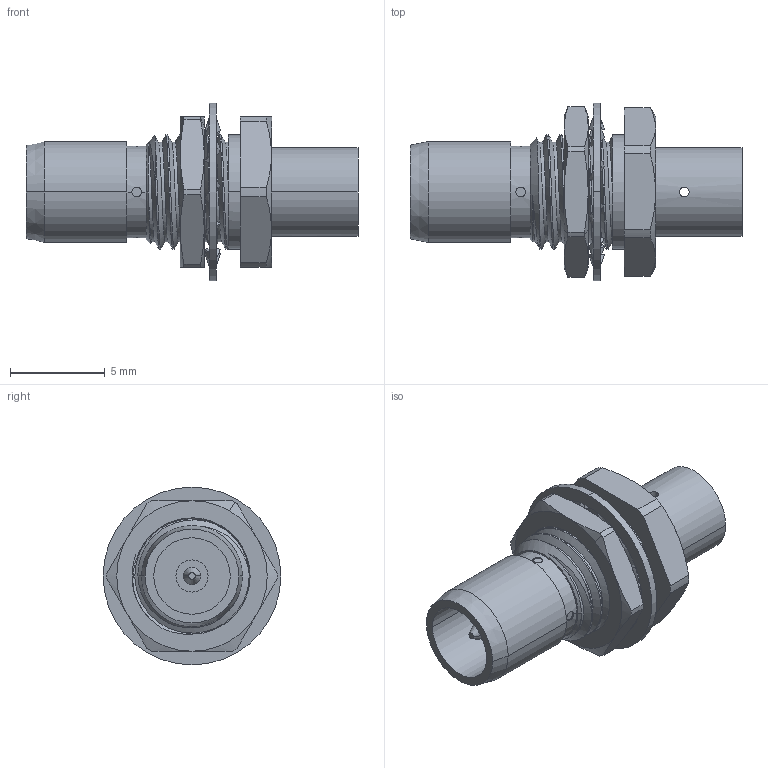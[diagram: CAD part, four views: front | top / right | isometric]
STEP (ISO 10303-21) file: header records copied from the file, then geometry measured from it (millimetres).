
FILE_DESCRIPTION (( 'STEP AP203' ), '1' );
FILE_NAME ('PE45314 ¦ FMCN1199.step', '2019-06-26T23:46:28', ( '' ), ( '' ), 'SwSTEP 2.0', 'SolidWorks 2018', '' );
FILE_SCHEMA (( 'CONFIG_CONTROL_DESIGN' ));
Length unit declared in the file: inch
Products named in the file (1): PE45314 ｦ FMCN1199
Bounding box: 17.55 x 9.4 x 9.4 mm (x, y, z)
Volume: 329.3 mm3; surface area: 836.6 mm2
Topology: 3 solids, 3 shells, 194 faces, 549 edges, 371 vertices
Faces by surface type: cylinder 70, bspline 46, plane 43, cone 35
Entity records: 8717 total; most frequent: CARTESIAN_POINT 4107, ORIENTED_EDGE 1098, DIRECTION 746, EDGE_CURVE 549, VERTEX_POINT 371, AXIS2_PLACEMENT_3D 306, B_SPLINE_CURVE_WITH_KNOTS 222, EDGE_LOOP 212
